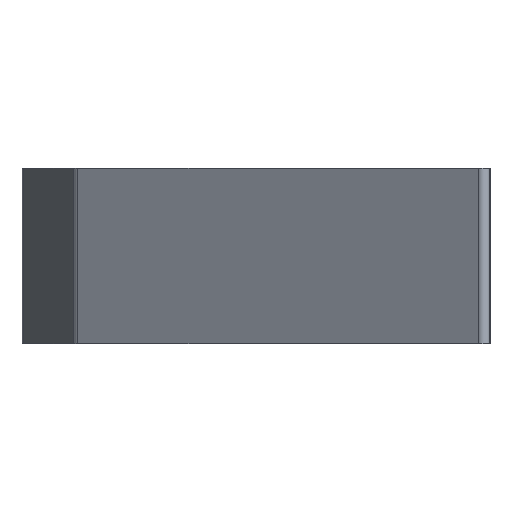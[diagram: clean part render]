
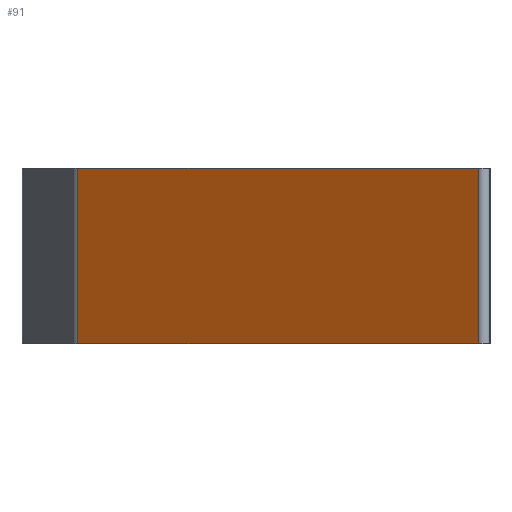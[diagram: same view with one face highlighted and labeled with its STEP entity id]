
A CAD part, front view. The second image highlights one B-rep face of the part: STEP entity #91.
In plain terms, the highlighted planar face has unit normal (-0.574, -0.819, 0).
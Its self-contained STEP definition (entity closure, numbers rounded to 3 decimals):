
#91=ADVANCED_FACE('',(#122),#109,.F.);
#109=PLANE('',#412);
#122=FACE_OUTER_BOUND('',#134,.T.);
#134=EDGE_LOOP('',(#185,#186,#187,#188));
#185=ORIENTED_EDGE('',*,*,#299,.F.);
#186=ORIENTED_EDGE('',*,*,#300,.F.);
#187=ORIENTED_EDGE('',*,*,#301,.F.);
#188=ORIENTED_EDGE('',*,*,#302,.F.);
#261=VERTEX_POINT('',#661);
#262=VERTEX_POINT('',#662);
#263=VERTEX_POINT('',#664);
#264=VERTEX_POINT('',#666);
#299=EDGE_CURVE('',#261,#262,#337,.T.);
#300=EDGE_CURVE('',#263,#261,#338,.T.);
#301=EDGE_CURVE('',#264,#263,#339,.T.);
#302=EDGE_CURVE('',#262,#264,#340,.T.);
#337=LINE('',#660,#361);
#338=LINE('',#663,#362);
#339=LINE('',#665,#363);
#340=LINE('',#667,#364);
#361=VECTOR('',#488,1.);
#362=VECTOR('',#489,1.);
#363=VECTOR('',#490,1.);
#364=VECTOR('',#491,1.);
#412=AXIS2_PLACEMENT_3D('',#668,#492,#493);
#488=DIRECTION('',(-0.819,0.574,0.));
#489=DIRECTION('',(0.,0.,-1.));
#490=DIRECTION('',(0.819,-0.574,0.));
#491=DIRECTION('',(0.,0.,1.));
#492=DIRECTION('',(0.574,0.819,0.));
#493=DIRECTION('',(0.,0.,1.));
#660=CARTESIAN_POINT('',(-9.968,-0.772,-4.76));
#661=CARTESIAN_POINT('',(6.038,-11.98,-4.76));
#662=CARTESIAN_POINT('',(-4.835,-4.366,-4.76));
#663=CARTESIAN_POINT('',(6.038,-11.98,-4.64));
#664=CARTESIAN_POINT('',(6.038,-11.98,0.));
#665=CARTESIAN_POINT('',(-9.968,-0.772,0.));
#666=CARTESIAN_POINT('',(-4.835,-4.366,0.));
#667=CARTESIAN_POINT('',(-4.835,-4.366,-4.64));
#668=CARTESIAN_POINT('',(-9.968,-0.772,-4.64));
